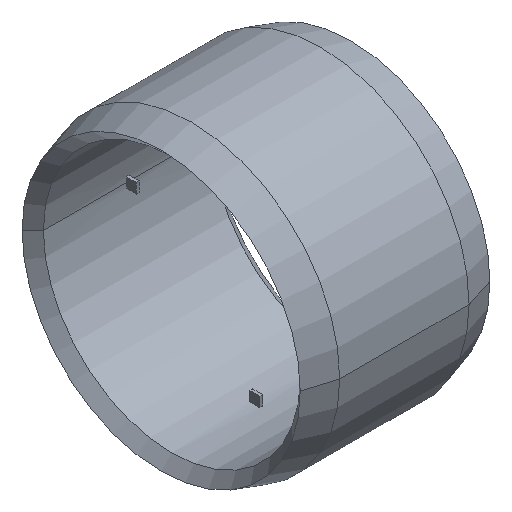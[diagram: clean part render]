
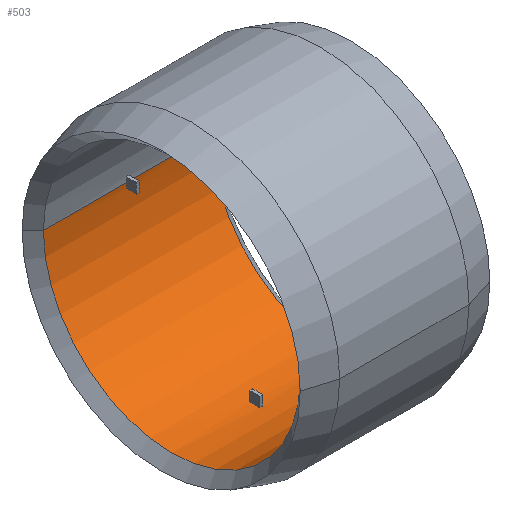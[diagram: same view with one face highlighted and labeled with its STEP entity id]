
A CAD part, isometric view. The second image highlights one B-rep face of the part: STEP entity #503.
In plain terms, the highlighted cylindrical face has radius 225 mm (diameter 450 mm), a partial arc.
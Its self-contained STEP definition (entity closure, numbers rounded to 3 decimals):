
#355 = EDGE_CURVE( '', #395, #707, #1033, .T. );
#365 = EDGE_CURVE( '', #831, #395, #1043, .T. );
#371 = EDGE_CURVE( '', #533, #375, #1049, .T. );
#375 = VERTEX_POINT( '', #1053 );
#393 = VERTEX_POINT( '', #1074 );
#395 = VERTEX_POINT( '', #1076 );
#419 = EDGE_CURVE( '', #627, #393, #1103, .T. );
#481 = VERTEX_POINT( '', #1169 );
#483 = VERTEX_POINT( '', #1171 );
#503 = ADVANCED_FACE( '', ( #1195, #1196 ), #1197, .F. );
#517 = EDGE_CURVE( '', #957, #969, #1211, .T. );
#533 = VERTEX_POINT( '', #1229 );
#535 = EDGE_CURVE( '', #831, #639, #1231, .T. );
#537 = EDGE_CURVE( '', #707, #375, #1233, .T. );
#627 = VERTEX_POINT( '', #1336 );
#629 = EDGE_CURVE( '', #627, #957, #1338, .T. );
#639 = VERTEX_POINT( '', #1348 );
#683 = VERTEX_POINT( '', #1401 );
#707 = VERTEX_POINT( '', #1428 );
#721 = EDGE_CURVE( '', #839, #817, #1443, .T. );
#723 = VERTEX_POINT( '', #1445 );
#729 = EDGE_CURVE( '', #533, #393, #1453, .T. );
#769 = EDGE_CURVE( '', #483, #481, #1500, .T. );
#775 = EDGE_CURVE( '', #817, #723, #1506, .T. );
#817 = VERTEX_POINT( '', #1552 );
#831 = VERTEX_POINT( '', #1569 );
#839 = VERTEX_POINT( '', #1578 );
#871 = EDGE_CURVE( '', #969, #481, #1616, .T. );
#873 = EDGE_CURVE( '', #723, #683, #1618, .T. );
#927 = EDGE_CURVE( '', #683, #839, #1678, .T. );
#931 = EDGE_CURVE( '', #639, #483, #1682, .T. );
#957 = VERTEX_POINT( '', #1709 );
#969 = VERTEX_POINT( '', #1723 );
#1033 = LINE( '', #1782, #1783 );
#1043 = CIRCLE( '', #1797, 225. );
#1049 = LINE( '', #1807, #1808 );
#1053 = CARTESIAN_POINT( '', ( -5., 225., 0. ) );
#1074 = CARTESIAN_POINT( '', ( -150.5, -225., 0. ) );
#1076 = CARTESIAN_POINT( '', ( 0., 224.83, -8.75 ) );
#1103 = LINE( '', #1928, #1929 );
#1169 = CARTESIAN_POINT( '', ( 0., -225., 0. ) );
#1171 = CARTESIAN_POINT( '', ( 144.5, -225., 0. ) );
#1195 = FACE_OUTER_BOUND( '', #2081, .T. );
#1196 = FACE_BOUND( '', #2082, .T. );
#1197 = CYLINDRICAL_SURFACE( '', #2083, 225. );
#1211 = LINE( '', #2104, #2105 );
#1229 = CARTESIAN_POINT( '', ( -150.5, 225., 0. ) );
#1231 = LINE( '', #2151, #2152 );
#1233 = CIRCLE( '', #2155, 225. );
#1336 = CARTESIAN_POINT( '', ( -5., -225., 0. ) );
#1338 = CIRCLE( '', #2323, 225. );
#1348 = CARTESIAN_POINT( '', ( 144.5, 225., 0. ) );
#1401 = CARTESIAN_POINT( '', ( -5., 8.75, -224.83 ) );
#1428 = CARTESIAN_POINT( '', ( -5., 224.83, -8.75 ) );
#1443 = CIRCLE( '', #2584, 225. );
#1445 = CARTESIAN_POINT( '', ( -5., -8.75, -224.83 ) );
#1453 = CIRCLE( '', #2595, 225. );
#1500 = LINE( '', #2654, #2655 );
#1506 = LINE( '', #2664, #2665 );
#1552 = CARTESIAN_POINT( '', ( 0., -8.75, -224.83 ) );
#1569 = CARTESIAN_POINT( '', ( 0., 225., 0. ) );
#1578 = CARTESIAN_POINT( '', ( 0., 8.75, -224.83 ) );
#1616 = CIRCLE( '', #2881, 225. );
#1618 = CIRCLE( '', #2884, 225. );
#1678 = LINE( '', #2969, #2970 );
#1682 = CIRCLE( '', #2977, 225. );
#1709 = CARTESIAN_POINT( '', ( -5., -224.83, -8.75 ) );
#1723 = CARTESIAN_POINT( '', ( 0., -224.83, -8.75 ) );
#1782 = CARTESIAN_POINT( '', ( -2.5, 224.83, -8.75 ) );
#1783 = VECTOR( '', #3166, 1. );
#1797 = AXIS2_PLACEMENT_3D( '', #3171, #3172, #3173 );
#1807 = CARTESIAN_POINT( '', ( -3., 225., 0. ) );
#1808 = VECTOR( '', #3178, 1. );
#1928 = CARTESIAN_POINT( '', ( -3., -225., 0. ) );
#1929 = VECTOR( '', #3239, 1. );
#2081 = EDGE_LOOP( '', ( #3335, #3336, #3337, #3338, #3339, #3340, #3341, #3342, #3343, #3344, #3345, #3346 ) );
#2082 = EDGE_LOOP( '', ( #3347, #3348, #3349, #3350 ) );
#2083 = AXIS2_PLACEMENT_3D( '', #3351, #3352, #3353 );
#2104 = CARTESIAN_POINT( '', ( -2.5, -224.83, -8.75 ) );
#2105 = VECTOR( '', #3362, 1. );
#2151 = CARTESIAN_POINT( '', ( -3., 225., 0. ) );
#2152 = VECTOR( '', #3385, 1. );
#2155 = AXIS2_PLACEMENT_3D( '', #3386, #3387, #3388 );
#2323 = AXIS2_PLACEMENT_3D( '', #3528, #3529, #3530 );
#2584 = AXIS2_PLACEMENT_3D( '', #3663, #3664, #3665 );
#2595 = AXIS2_PLACEMENT_3D( '', #3682, #3683, #3684 );
#2654 = CARTESIAN_POINT( '', ( -3., -225., 0. ) );
#2655 = VECTOR( '', #3750, 1. );
#2664 = CARTESIAN_POINT( '', ( -2.5, -8.75, -224.83 ) );
#2665 = VECTOR( '', #3752, 1. );
#2881 = AXIS2_PLACEMENT_3D( '', #3887, #3888, #3889 );
#2884 = AXIS2_PLACEMENT_3D( '', #3890, #3891, #3892 );
#2969 = CARTESIAN_POINT( '', ( -2.5, 8.75, -224.83 ) );
#2970 = VECTOR( '', #3973, 1. );
#2977 = AXIS2_PLACEMENT_3D( '', #3975, #3976, #3977 );
#3166 = DIRECTION( '', ( -1., 0., 0. ) );
#3171 = CARTESIAN_POINT( '', ( 0., 0., 0. ) );
#3172 = DIRECTION( '', ( -1., 0., 0. ) );
#3173 = DIRECTION( '', ( 0., 1., 0. ) );
#3178 = DIRECTION( '', ( 1., 0., 0. ) );
#3239 = DIRECTION( '', ( -1., 0., 0. ) );
#3335 = ORIENTED_EDGE( '', *, *, #371, .F. );
#3336 = ORIENTED_EDGE( '', *, *, #729, .T. );
#3337 = ORIENTED_EDGE( '', *, *, #419, .F. );
#3338 = ORIENTED_EDGE( '', *, *, #629, .T. );
#3339 = ORIENTED_EDGE( '', *, *, #517, .T. );
#3340 = ORIENTED_EDGE( '', *, *, #871, .T. );
#3341 = ORIENTED_EDGE( '', *, *, #769, .F. );
#3342 = ORIENTED_EDGE( '', *, *, #931, .F. );
#3343 = ORIENTED_EDGE( '', *, *, #535, .F. );
#3344 = ORIENTED_EDGE( '', *, *, #365, .T. );
#3345 = ORIENTED_EDGE( '', *, *, #355, .T. );
#3346 = ORIENTED_EDGE( '', *, *, #537, .T. );
#3347 = ORIENTED_EDGE( '', *, *, #927, .T. );
#3348 = ORIENTED_EDGE( '', *, *, #721, .T. );
#3349 = ORIENTED_EDGE( '', *, *, #775, .T. );
#3350 = ORIENTED_EDGE( '', *, *, #873, .T. );
#3351 = CARTESIAN_POINT( '', ( -3., 0., 0. ) );
#3352 = DIRECTION( '', ( 1., 0., 0. ) );
#3353 = DIRECTION( '', ( 0., 1., 0. ) );
#3362 = DIRECTION( '', ( 1., 0., 0. ) );
#3385 = DIRECTION( '', ( 1., 0., 0. ) );
#3386 = CARTESIAN_POINT( '', ( -5., 0., 0. ) );
#3387 = DIRECTION( '', ( 1., 0., 0. ) );
#3388 = DIRECTION( '', ( 0., 1., 0. ) );
#3528 = CARTESIAN_POINT( '', ( -5., 0., 0. ) );
#3529 = DIRECTION( '', ( 1., 0., 0. ) );
#3530 = DIRECTION( '', ( 0., 1., 0. ) );
#3663 = CARTESIAN_POINT( '', ( 0., 0., 0. ) );
#3664 = DIRECTION( '', ( -1., 0., 0. ) );
#3665 = DIRECTION( '', ( 0., 1., 0. ) );
#3682 = CARTESIAN_POINT( '', ( -150.5, 0., 0. ) );
#3683 = DIRECTION( '', ( -1., 0., 0. ) );
#3684 = DIRECTION( '', ( 0., 1., 0. ) );
#3750 = DIRECTION( '', ( -1., 0., 0. ) );
#3752 = DIRECTION( '', ( -1., 0., 0. ) );
#3887 = CARTESIAN_POINT( '', ( 0., 0., 0. ) );
#3888 = DIRECTION( '', ( -1., 0., 0. ) );
#3889 = DIRECTION( '', ( 0., 1., 0. ) );
#3890 = CARTESIAN_POINT( '', ( -5., 0., 0. ) );
#3891 = DIRECTION( '', ( 1., 0., 0. ) );
#3892 = DIRECTION( '', ( 0., 1., 0. ) );
#3973 = DIRECTION( '', ( 1., 0., 0. ) );
#3975 = CARTESIAN_POINT( '', ( 144.5, 0., 0. ) );
#3976 = DIRECTION( '', ( -1., 0., 0. ) );
#3977 = DIRECTION( '', ( 0., 1., 0. ) );
